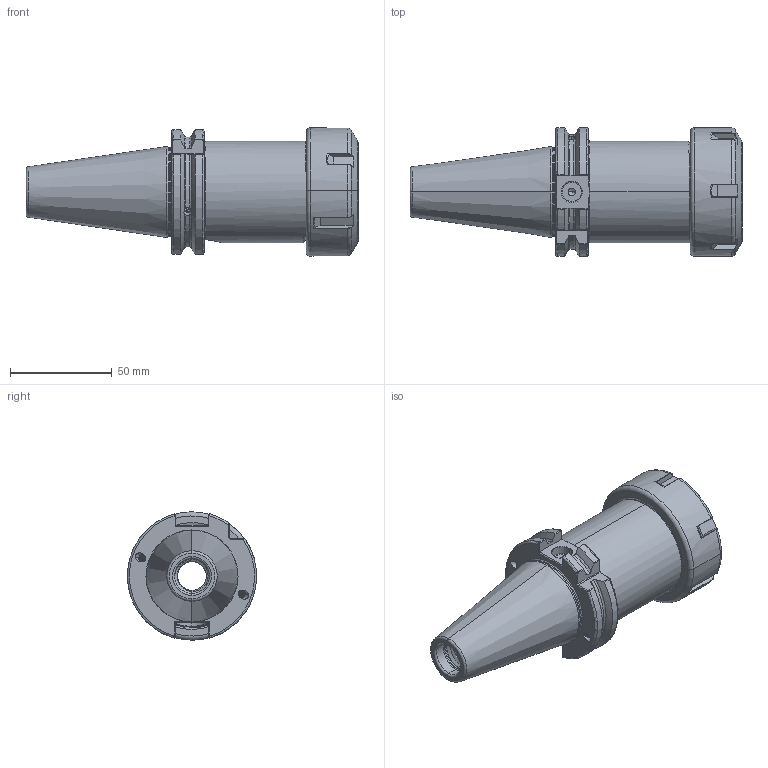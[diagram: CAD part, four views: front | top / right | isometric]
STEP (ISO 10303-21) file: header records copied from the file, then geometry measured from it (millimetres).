
FILE_DESCRIPTION (( 'STEP AP203' ), '1' );
FILE_NAME ('403.02.26.1.STEP', '2016-07-16T05:34:16', ( '' ), ( '' ), 'SwSTEP 2.0', 'SolidWorks 2012', '' );
FILE_SCHEMA (( 'CONFIG_CONTROL_DESIGN' ));
Length unit declared in the file: millimetre
Products named in the file (3): 403.02.26.1; 2-01.100.0400260C7_ER40螺帽(六溝)
Assembly tree (2 placements, depth 2):
  403.02.26.1
    403.02.26.1
    2-01.100.0400260C7_ER40螺帽(六溝)
Bounding box: 163.1 x 63.34 x 63 mm (x, y, z)
Volume: 216925.1 mm3; surface area: 55134.5 mm2
Topology: 2 solids, 2 shells, 450 faces, 1231 edges, 771 vertices
Faces by surface type: cylinder 179, plane 95, bspline 70, torus 64, cone 42
Entity records: 29459 total; most frequent: CARTESIAN_POINT 19360, ORIENTED_EDGE 2430, DIRECTION 1622, EDGE_CURVE 1215, VERTEX_POINT 771, AXIS2_PLACEMENT_3D 638, EDGE_LOOP 464, FACE_OUTER_BOUND 450
